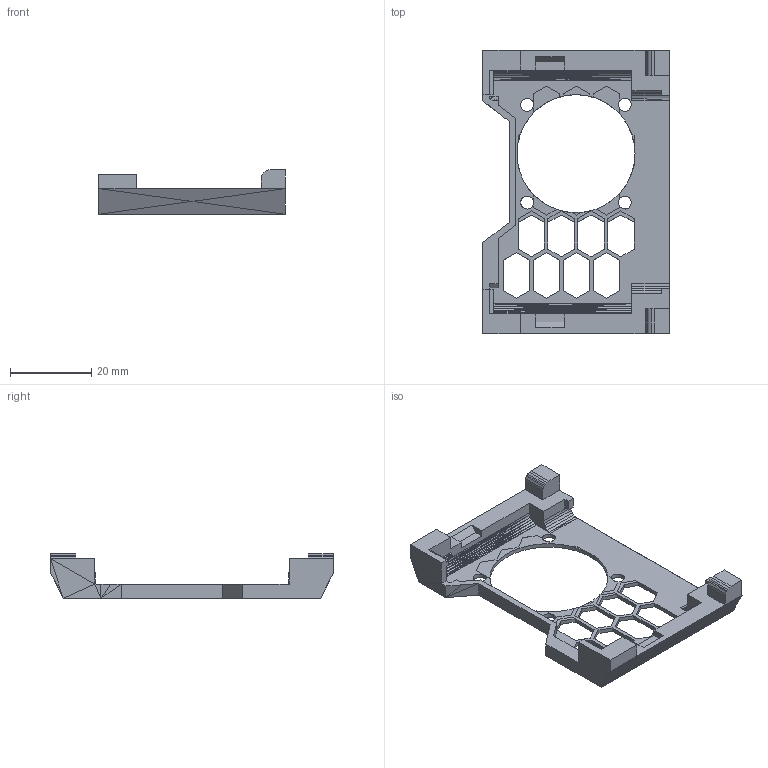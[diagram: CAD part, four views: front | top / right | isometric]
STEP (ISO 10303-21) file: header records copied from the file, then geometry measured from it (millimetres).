
FILE_DESCRIPTION(('FreeCAD Model'),'2;1');
FILE_NAME('Open CASCADE Shape Model','2025-02-15T19:44:28',(''),(''), 'Open CASCADE STEP processor 7.8','FreeCAD','Unknown');
FILE_SCHEMA(('AUTOMOTIVE_DESIGN { 1 0 10303 214 1 1 1 1 }'));
Length unit declared in the file: millimetre
Products named in the file (1): Тело
Bounding box: 45.8 x 69.55 x 10.95 mm (x, y, z)
Volume: 4950.6 mm3; surface area: 6046.8 mm2
Topology: 1 solids, 1 shells, 316 faces, 830 edges, 512 vertices
Faces by surface type: plane 311, cylinder 5
Full cylindrical faces by diameter (mm): 3.2 x4, 29 x1
Entity records: 9471 total; most frequent: CARTESIAN_POINT 1662, ORIENTED_EDGE 1660, DIRECTION 1499, EDGE_CURVE 830, LINE 789, VECTOR 789, VERTEX_POINT 512, AXIS2_PLACEMENT_3D 355
